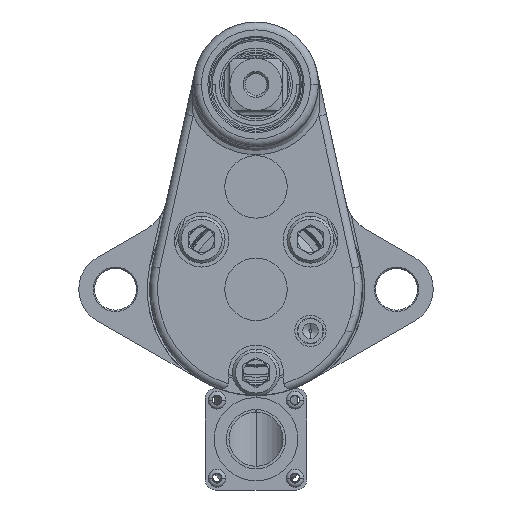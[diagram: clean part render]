
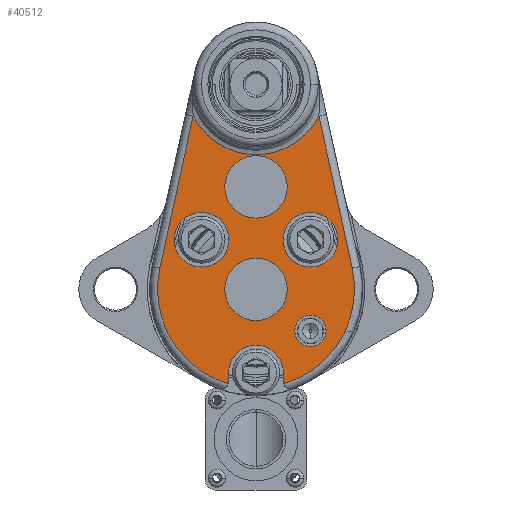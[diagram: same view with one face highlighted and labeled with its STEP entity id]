
A CAD part, left-side view. The second image highlights one B-rep face of the part: STEP entity #40512.
In plain terms, the highlighted planar face has unit normal (-1, 0, 0).
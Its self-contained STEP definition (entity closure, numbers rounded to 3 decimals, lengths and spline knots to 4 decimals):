
#39468=CARTESIAN_POINT('',(-15.9529,0.005,0.));
#39469=DIRECTION('',(-1.,0.,0.));
#39470=DIRECTION('',(0.,0.,-1.));
#39471=AXIS2_PLACEMENT_3D('',#39468,#39469,#39470);
#39473=CARTESIAN_POINT('',(-15.9529,0.005,0.));
#39474=DIRECTION('',(-1.,0.,0.));
#39475=DIRECTION('',(0.,0.,1.));
#39476=AXIS2_PLACEMENT_3D('',#39473,#39474,#39475);
#39478=CARTESIAN_POINT('',(-15.9529,0.005,1.2293));
#39479=DIRECTION('',(-1.,0.,0.));
#39480=DIRECTION('',(0.,0.,-1.));
#39481=AXIS2_PLACEMENT_3D('',#39478,#39479,#39480);
#39483=CARTESIAN_POINT('',(-15.9529,0.005,1.2293));
#39484=DIRECTION('',(-1.,0.,0.));
#39485=DIRECTION('',(0.,0.,1.));
#39486=AXIS2_PLACEMENT_3D('',#39483,#39484,#39485);
#39488=CARTESIAN_POINT('',(-15.9529,0.658,0.595));
#39489=DIRECTION('',(-1.,0.,0.));
#39490=DIRECTION('',(0.,0.,1.));
#39491=AXIS2_PLACEMENT_3D('',#39488,#39489,#39490);
#39493=CARTESIAN_POINT('',(-15.9529,0.658,0.595));
#39494=DIRECTION('',(-1.,0.,0.));
#39495=DIRECTION('',(0.,0.,-1.));
#39496=AXIS2_PLACEMENT_3D('',#39493,#39494,#39495);
#39498=CARTESIAN_POINT('',(-15.9529,-0.648,0.595));
#39499=DIRECTION('',(-1.,0.,0.));
#39500=DIRECTION('',(0.,0.,-1.));
#39501=AXIS2_PLACEMENT_3D('',#39498,#39499,#39500);
#39503=CARTESIAN_POINT('',(-15.9529,-0.648,0.595));
#39504=DIRECTION('',(-1.,0.,0.));
#39505=DIRECTION('',(0.,0.,1.));
#39506=AXIS2_PLACEMENT_3D('',#39503,#39504,#39505);
#39508=CARTESIAN_POINT('',(-15.9529,-0.417,-1.1052));
#39509=DIRECTION('',(-1.,0.,0.));
#39510=DIRECTION('',(0.,1.,0.));
#39511=AXIS2_PLACEMENT_3D('',#39508,#39509,#39510);
#39513=DIRECTION('',(0.,0.,1.));
#39514=VECTOR('',#39513,0.1052);
#39515=CARTESIAN_POINT('',(-15.9529,-0.323,-1.1052));
#39516=LINE('',#39515,#39514);
#39517=CARTESIAN_POINT('',(-15.9529,0.005,-1.));
#39518=DIRECTION('',(-1.,0.,0.));
#39519=DIRECTION('',(0.,-1.,0.));
#39520=AXIS2_PLACEMENT_3D('',#39517,#39518,#39519);
#39522=DIRECTION('',(0.,0.,-1.));
#39523=VECTOR('',#39522,0.1052);
#39524=CARTESIAN_POINT('',(-15.9529,0.333,-1.));
#39525=LINE('',#39524,#39523);
#39526=CARTESIAN_POINT('',(-15.9529,0.427,-1.1052));
#39527=DIRECTION('',(-1.,0.,0.));
#39528=DIRECTION('',(0.,-0.948,-0.319));
#39529=AXIS2_PLACEMENT_3D('',#39526,#39527,#39528);
#39531=CARTESIAN_POINT('',(-15.9529,-0.648,-0.5));
#39532=DIRECTION('',(-1.,0.,0.));
#39533=DIRECTION('',(0.,0.,1.));
#39534=AXIS2_PLACEMENT_3D('',#39531,#39532,#39533);
#39536=CARTESIAN_POINT('',(-15.9529,-0.648,-0.5));
#39537=DIRECTION('',(-1.,0.,0.));
#39538=DIRECTION('',(0.,0.,-1.));
#39539=AXIS2_PLACEMENT_3D('',#39536,#39537,#39538);
#39655=CARTESIAN_POINT('',(-15.9529,0.005,2.459));
#39656=DIRECTION('',(1.,0.,0.));
#39657=DIRECTION('',(0.,-0.894,-0.448));
#39658=AXIS2_PLACEMENT_3D('',#39655,#39656,#39657);
#39668=CARTESIAN_POINT('',(-15.9529,0.7596,
2.0809));
#39680=DIRECTION('',(0.,0.214,-0.977));
#39681=VECTOR('',#39680,1.8708);
#39682=CARTESIAN_POINT('',(-15.9529,0.7596,
2.0809));
#39683=LINE('',#39682,#39681);
#39704=CARTESIAN_POINT('',(-15.9529,0.005,0.));
#39705=DIRECTION('',(-1.,0.,0.));
#39706=DIRECTION('',(0.,-0.281,-0.96));
#39707=AXIS2_PLACEMENT_3D('',#39704,#39705,#39706);
#39734=CARTESIAN_POINT('',(-15.9529,0.005,0.));
#39735=DIRECTION('',(-1.,0.,0.));
#39736=DIRECTION('',(0.,0.977,0.214));
#39737=AXIS2_PLACEMENT_3D('',#39734,#39735,#39736);
#39739=DIRECTION('',(0.,0.214,0.977));
#39740=VECTOR('',#39739,1.8708);
#39741=CARTESIAN_POINT('',(-15.9529,-1.1505,0.2535));
#39742=LINE('',#39741,#39740);
#40252=VERTEX_POINT('',#39668);
#40254=CARTESIAN_POINT('',(-15.9529,1.1605,0.2535));
#40255=VERTEX_POINT('',#40254);
#40258=CARTESIAN_POINT('',(-15.9529,-1.1505,0.2535));
#40259=CARTESIAN_POINT('',(-15.9529,-0.7496,
2.0809));
#40260=VERTEX_POINT('',#40258);
#40261=VERTEX_POINT('',#40259);
#40285=CARTESIAN_POINT('',(-15.9529,0.005,-0.375));
#40286=CARTESIAN_POINT('',(-15.9529,0.005,0.375));
#40287=VERTEX_POINT('',#40285);
#40288=VERTEX_POINT('',#40286);
#40293=CARTESIAN_POINT('',(-15.9529,0.005,0.8543));
#40294=CARTESIAN_POINT('',(-15.9529,0.005,1.6043));
#40295=VERTEX_POINT('',#40293);
#40296=VERTEX_POINT('',#40294);
#40367=CARTESIAN_POINT('',(-15.9529,0.658,0.2665));
#40368=CARTESIAN_POINT('',(-15.9529,0.658,0.9235));
#40369=VERTEX_POINT('',#40367);
#40370=VERTEX_POINT('',#40368);
#40371=CARTESIAN_POINT('',(-15.9529,-0.648,0.2665));
#40372=CARTESIAN_POINT('',(-15.9529,-0.648,0.9235));
#40373=VERTEX_POINT('',#40371);
#40374=VERTEX_POINT('',#40372);
#40375=CARTESIAN_POINT('',(-15.9529,-0.323,-1.1052));
#40376=CARTESIAN_POINT('',(-15.9529,-0.3279,-1.1352));
#40377=VERTEX_POINT('',#40375);
#40378=VERTEX_POINT('',#40376);
#40379=CARTESIAN_POINT('',(-15.9529,-0.323,-1.));
#40380=VERTEX_POINT('',#40379);
#40381=CARTESIAN_POINT('',(-15.9529,0.333,-1.));
#40382=VERTEX_POINT('',#40381);
#40383=CARTESIAN_POINT('',(-15.9529,0.333,-1.1052));
#40384=VERTEX_POINT('',#40383);
#40385=CARTESIAN_POINT('',(-15.9529,0.3379,-1.1352));
#40386=VERTEX_POINT('',#40385);
#40443=CARTESIAN_POINT('',(-15.9529,-0.648,-0.6875));
#40444=CARTESIAN_POINT('',(-15.9529,-0.648,-0.3125));
#40445=VERTEX_POINT('',#40443);
#40446=VERTEX_POINT('',#40444);
#40455=CARTESIAN_POINT('',(-15.9529,0.005,0.));
#40456=DIRECTION('',(1.,0.,0.));
#40457=DIRECTION('',(0.,-1.,0.));
#40458=AXIS2_PLACEMENT_3D('',#40455,#40456,#40457);
#40459=PLANE('',#40458);
#40461=ORIENTED_EDGE('',*,*,#40460,.F.);
#40463=ORIENTED_EDGE('',*,*,#40462,.T.);
#40465=ORIENTED_EDGE('',*,*,#40464,.T.);
#40467=ORIENTED_EDGE('',*,*,#40466,.T.);
#40469=ORIENTED_EDGE('',*,*,#40468,.F.);
#40471=ORIENTED_EDGE('',*,*,#40470,.F.);
#40473=ORIENTED_EDGE('',*,*,#40472,.F.);
#40475=ORIENTED_EDGE('',*,*,#40474,.F.);
#40477=ORIENTED_EDGE('',*,*,#40476,.F.);
#40479=ORIENTED_EDGE('',*,*,#40478,.F.);
#40480=EDGE_LOOP('',(#40461,#40463,#40465,#40467,#40469,#40471,#40473,#40475,
#40477,#40479));
#40481=FACE_OUTER_BOUND('',#40480,.F.);
#40483=ORIENTED_EDGE('',*,*,#40482,.T.);
#40485=ORIENTED_EDGE('',*,*,#40484,.T.);
#40486=EDGE_LOOP('',(#40483,#40485));
#40487=FACE_BOUND('',#40486,.F.);
#40489=ORIENTED_EDGE('',*,*,#40488,.T.);
#40491=ORIENTED_EDGE('',*,*,#40490,.T.);
#40492=EDGE_LOOP('',(#40489,#40491));
#40493=FACE_BOUND('',#40492,.F.);
#40495=ORIENTED_EDGE('',*,*,#40494,.T.);
#40497=ORIENTED_EDGE('',*,*,#40496,.T.);
#40498=EDGE_LOOP('',(#40495,#40497));
#40499=FACE_BOUND('',#40498,.F.);
#40501=ORIENTED_EDGE('',*,*,#40500,.T.);
#40503=ORIENTED_EDGE('',*,*,#40502,.T.);
#40504=EDGE_LOOP('',(#40501,#40503));
#40505=FACE_BOUND('',#40504,.F.);
#40507=ORIENTED_EDGE('',*,*,#40506,.T.);
#40509=ORIENTED_EDGE('',*,*,#40508,.T.);
#40510=EDGE_LOOP('',(#40507,#40509));
#40511=FACE_BOUND('',#40510,.F.);
#40512=ADVANCED_FACE('',(#40481,#40487,#40493,#40499,#40505,#40511),#40459,.F.);
#39472=CIRCLE('',#39471,0.375);
#39477=CIRCLE('',#39476,0.375);
#39482=CIRCLE('',#39481,0.375);
#39487=CIRCLE('',#39486,0.375);
#39492=CIRCLE('',#39491,0.3285);
#39497=CIRCLE('',#39496,0.3285);
#39502=CIRCLE('',#39501,0.3285);
#39507=CIRCLE('',#39506,0.3285);
#39512=CIRCLE('',#39511,0.094);
#39521=CIRCLE('',#39520,0.328);
#39530=CIRCLE('',#39529,0.094);
#39535=CIRCLE('',#39534,0.1875);
#39540=CIRCLE('',#39539,0.1875);
#39659=CIRCLE('',#39658,0.844);
#39708=CIRCLE('',#39707,1.183);
#39738=CIRCLE('',#39737,1.183);
#40460=EDGE_CURVE('',#40377,#40378,#39512,.T.);
#40462=EDGE_CURVE('',#40377,#40380,#39516,.T.);
#40464=EDGE_CURVE('',#40380,#40382,#39521,.T.);
#40466=EDGE_CURVE('',#40382,#40384,#39525,.T.);
#40468=EDGE_CURVE('',#40386,#40384,#39530,.T.);
#40470=EDGE_CURVE('',#40255,#40386,#39738,.T.);
#40472=EDGE_CURVE('',#40252,#40255,#39683,.T.);
#40474=EDGE_CURVE('',#40261,#40252,#39659,.T.);
#40476=EDGE_CURVE('',#40260,#40261,#39742,.T.);
#40478=EDGE_CURVE('',#40378,#40260,#39708,.T.);
#40482=EDGE_CURVE('',#40287,#40288,#39472,.T.);
#40484=EDGE_CURVE('',#40288,#40287,#39477,.T.);
#40488=EDGE_CURVE('',#40295,#40296,#39482,.T.);
#40490=EDGE_CURVE('',#40296,#40295,#39487,.T.);
#40494=EDGE_CURVE('',#40370,#40369,#39492,.T.);
#40496=EDGE_CURVE('',#40369,#40370,#39497,.T.);
#40500=EDGE_CURVE('',#40373,#40374,#39502,.T.);
#40502=EDGE_CURVE('',#40374,#40373,#39507,.T.);
#40506=EDGE_CURVE('',#40446,#40445,#39535,.T.);
#40508=EDGE_CURVE('',#40445,#40446,#39540,.T.);
